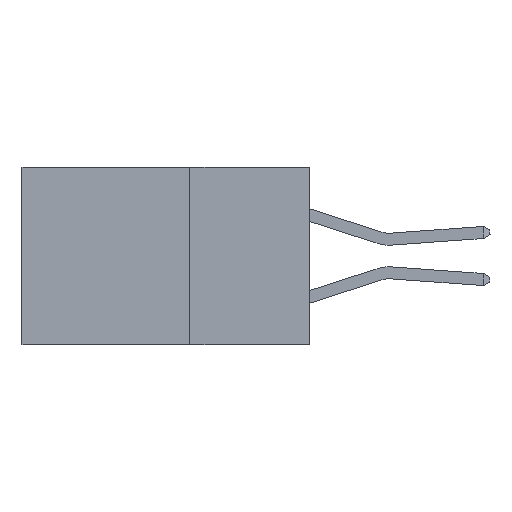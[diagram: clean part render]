
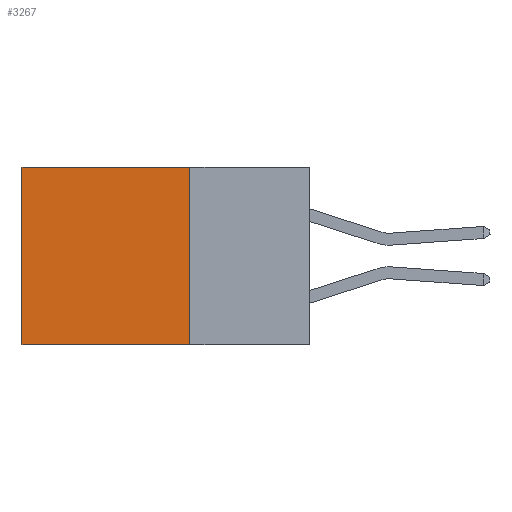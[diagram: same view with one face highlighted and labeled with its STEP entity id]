
A CAD part, left-side view. The second image highlights one B-rep face of the part: STEP entity #3267.
In plain terms, the highlighted planar face has unit normal (-1, 0, 0).
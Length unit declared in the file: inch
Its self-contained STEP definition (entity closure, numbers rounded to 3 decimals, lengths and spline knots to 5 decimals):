
#545 = VERTEX_POINT ( 'NONE', #9033 ) ;
#746 = CARTESIAN_POINT ( 'NONE',  ( 0.2615, 0.25, -0.37 ) ) ;
#753 = CARTESIAN_POINT ( 'NONE',  ( 0.2615, 0.6, 0. ) ) ;
#972 = VERTEX_POINT ( 'NONE', #753 ) ;
#1907 = PLANE ( 'NONE',  #7021 ) ;
#2894 = DIRECTION ( 'NONE',  ( 0., 0., -1. ) ) ;
#3139 = CARTESIAN_POINT ( 'NONE',  ( 0.2615, 0.25, 0. ) ) ;
#3183 = EDGE_CURVE ( 'NONE', #972, #545, #6118, .T. ) ;
#3267 = ADVANCED_FACE ( 'NONE', ( #7630 ), #1907, .F. ) ;
#3329 = LINE ( 'NONE', #5233, #9322 ) ;
#3559 = ORIENTED_EDGE ( 'NONE', *, *, #10492, .T. ) ;
#3651 = EDGE_CURVE ( 'NONE', #5270, #7134, #7356, .T. ) ;
#3652 = DIRECTION ( 'NONE',  ( 0., 0., -1. ) ) ;
#3662 = EDGE_CURVE ( 'NONE', #7134, #545, #3329, .T. ) ;
#3933 = EDGE_LOOP ( 'NONE', ( #5158, #9644, #7825, #3559 ) ) ;
#5158 = ORIENTED_EDGE ( 'NONE', *, *, #3183, .T. ) ;
#5233 = CARTESIAN_POINT ( 'NONE',  ( 0.2615, 0.25, -0.37 ) ) ;
#5270 = VERTEX_POINT ( 'NONE', #6767 ) ;
#5848 = VECTOR ( 'NONE', #3652, 39.37008 ) ;
#6118 = LINE ( 'NONE', #11188, #5848 ) ;
#6311 = CARTESIAN_POINT ( 'NONE',  ( 0.2615, 0.25, -0.37 ) ) ;
#6590 = LINE ( 'NONE', #3139, #8632 ) ;
#6767 = CARTESIAN_POINT ( 'NONE',  ( 0.2615, 0.25, 0. ) ) ;
#6954 = DIRECTION ( 'NONE',  ( 0., 0., -1. ) ) ;
#6976 = CARTESIAN_POINT ( 'NONE',  ( 0.2615, 0.25, -0.37 ) ) ;
#7021 = AXIS2_PLACEMENT_3D ( 'NONE', #6311, #10500, #2894 ) ;
#7134 = VERTEX_POINT ( 'NONE', #6976 ) ;
#7356 = LINE ( 'NONE', #746, #9564 ) ;
#7630 = FACE_OUTER_BOUND ( 'NONE', #3933, .T. ) ;
#7825 = ORIENTED_EDGE ( 'NONE', *, *, #3651, .F. ) ;
#8632 = VECTOR ( 'NONE', #9145, 39.37008 ) ;
#9033 = CARTESIAN_POINT ( 'NONE',  ( 0.2615, 0.6, -0.37 ) ) ;
#9145 = DIRECTION ( 'NONE',  ( 0., 1., 0. ) ) ;
#9322 = VECTOR ( 'NONE', #10288, 39.37008 ) ;
#9564 = VECTOR ( 'NONE', #6954, 39.37008 ) ;
#9644 = ORIENTED_EDGE ( 'NONE', *, *, #3662, .F. ) ;
#10288 = DIRECTION ( 'NONE',  ( 0., 1., 0. ) ) ;
#10492 = EDGE_CURVE ( 'NONE', #5270, #972, #6590, .T. ) ;
#10500 = DIRECTION ( 'NONE',  ( 1., 0., 0. ) ) ;
#11188 = CARTESIAN_POINT ( 'NONE',  ( 0.2615, 0.6, -0.37 ) ) ;
